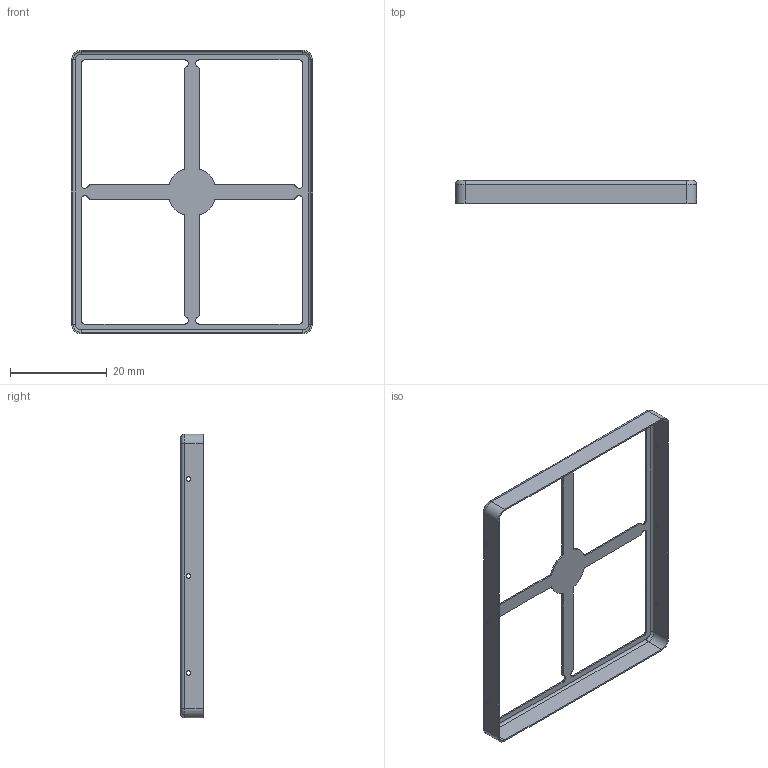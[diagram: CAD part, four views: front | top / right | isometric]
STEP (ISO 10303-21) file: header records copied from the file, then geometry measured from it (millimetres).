
FILE_DESCRIPTION (( 'STEP AP203' ), '1' );
FILE_NAME ('MS585-10F.step', '2020-11-16T13:36:11', ( '' ), ( '' ), 'SwSTEP 2.0', 'SolidWorks 2018', '' );
FILE_SCHEMA (( 'CONFIG_CONTROL_DESIGN' ));
Length unit declared in the file: millimetre
Products named in the file (1): MS585-10F
Bounding box: 49.7 x 4.7 x 58.5 mm (x, y, z)
Volume: 478.9 mm3; surface area: 3373.9 mm2
Topology: 1 solids, 1 shells, 104 faces, 274 edges, 172 vertices
Faces by surface type: cylinder 62, plane 34, torus 8
Entity records: 3351 total; most frequent: DIRECTION 616, CARTESIAN_POINT 551, ORIENTED_EDGE 548, EDGE_CURVE 274, AXIS2_PLACEMENT_3D 237, VERTEX_POINT 172, VECTOR 142, LINE 142
